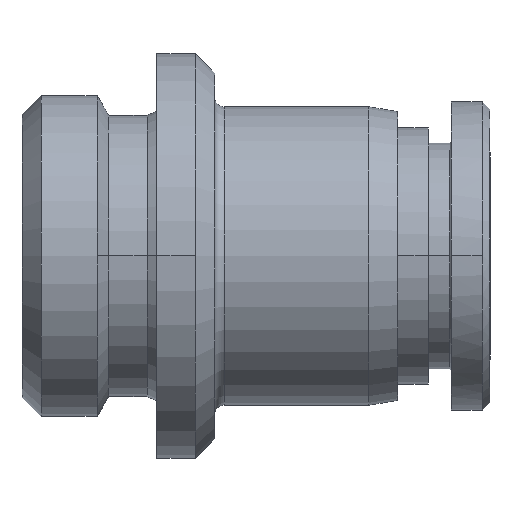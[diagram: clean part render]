
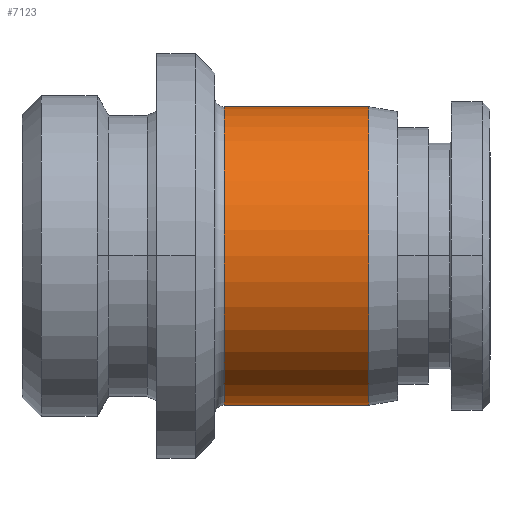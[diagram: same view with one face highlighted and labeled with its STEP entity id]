
A CAD part, top view. The second image highlights one B-rep face of the part: STEP entity #7123.
In plain terms, the highlighted cylindrical face has radius 7.75 mm (diameter 15.5 mm), a partial arc.
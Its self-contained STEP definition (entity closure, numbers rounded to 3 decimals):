
#238 = CARTESIAN_POINT ( 'NONE',  ( 40.783, 17.287, -5.475 ) ) ;
#1398 = VECTOR ( 'NONE', #4210, 1000. ) ;
#1849 = CARTESIAN_POINT ( 'NONE',  ( 46.283, 9.537, -5.475 ) ) ;
#1963 = LINE ( 'NONE', #10266, #10541 ) ;
#2257 = EDGE_CURVE ( 'NONE', #6024, #2439, #4658, .T. ) ;
#2439 = VERTEX_POINT ( 'NONE', #18791 ) ;
#2625 = ORIENTED_EDGE ( 'NONE', *, *, #10954, .F. ) ;
#4014 = EDGE_CURVE ( 'NONE', #2439, #16362, #17811, .T. ) ;
#4210 = DIRECTION ( 'NONE',  ( 1., 0., 0. ) ) ;
#4351 = AXIS2_PLACEMENT_3D ( 'NONE', #4852, #10801, #7690 ) ;
#4658 = CIRCLE ( 'NONE', #4351, 7.75 ) ;
#4802 = DIRECTION ( 'NONE',  ( 1., 0., 0. ) ) ;
#4852 = CARTESIAN_POINT ( 'NONE',  ( 38.783, 17.287, -5.475 ) ) ;
#5477 = CARTESIAN_POINT ( 'NONE',  ( 46.283, 17.287, -5.475 ) ) ;
#5499 = VERTEX_POINT ( 'NONE', #14828 ) ;
#5840 = AXIS2_PLACEMENT_3D ( 'NONE', #238, #4802, #14414 ) ;
#6024 = VERTEX_POINT ( 'NONE', #12813 ) ;
#6563 = ORIENTED_EDGE ( 'NONE', *, *, #2257, .T. ) ;
#7123 = ADVANCED_FACE ( 'NONE', ( #18552 ), #11937, .T. ) ;
#7690 = DIRECTION ( 'NONE',  ( 0., -1., 0. ) ) ;
#9774 = ORIENTED_EDGE ( 'NONE', *, *, #4014, .T. ) ;
#10266 = CARTESIAN_POINT ( 'NONE',  ( 40.783, 25.037, -5.475 ) ) ;
#10541 = VECTOR ( 'NONE', #16437, 1000. ) ;
#10801 = DIRECTION ( 'NONE',  ( 1., 0., 0. ) ) ;
#10954 = EDGE_CURVE ( 'NONE', #6024, #5499, #1963, .T. ) ;
#11579 = DIRECTION ( 'NONE',  ( 1., 0., 0. ) ) ;
#11937 = CYLINDRICAL_SURFACE ( 'NONE', #5840, 7.75 ) ;
#12813 = CARTESIAN_POINT ( 'NONE',  ( 38.783, 25.037, -5.475 ) ) ;
#14414 = DIRECTION ( 'NONE',  ( 0., -1., 0. ) ) ;
#14641 = CARTESIAN_POINT ( 'NONE',  ( 40.783, 9.537, -5.475 ) ) ;
#14828 = CARTESIAN_POINT ( 'NONE',  ( 46.283, 25.037, -5.475 ) ) ;
#15378 = EDGE_LOOP ( 'NONE', ( #2625, #6563, #9774, #18405 ) ) ;
#16362 = VERTEX_POINT ( 'NONE', #1849 ) ;
#16414 = CIRCLE ( 'NONE', #17135, 7.75 ) ;
#16437 = DIRECTION ( 'NONE',  ( 1., 0., 0. ) ) ;
#16665 = EDGE_CURVE ( 'NONE', #5499, #16362, #16414, .T. ) ;
#17135 = AXIS2_PLACEMENT_3D ( 'NONE', #5477, #11579, #17941 ) ;
#17811 = LINE ( 'NONE', #14641, #1398 ) ;
#17941 = DIRECTION ( 'NONE',  ( 0., 0., 1. ) ) ;
#18405 = ORIENTED_EDGE ( 'NONE', *, *, #16665, .F. ) ;
#18552 = FACE_OUTER_BOUND ( 'NONE', #15378, .T. ) ;
#18791 = CARTESIAN_POINT ( 'NONE',  ( 38.783, 9.537, -5.475 ) ) ;
